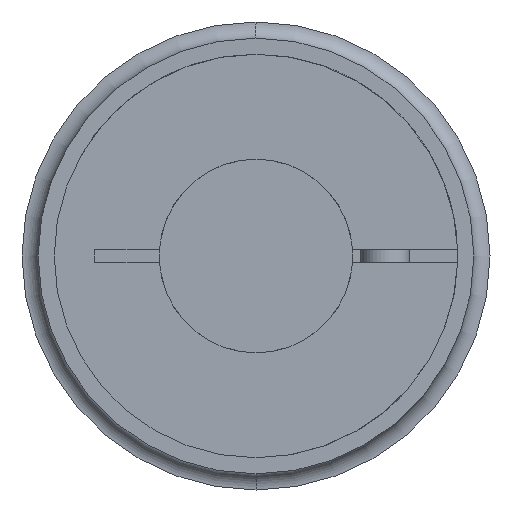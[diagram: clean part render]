
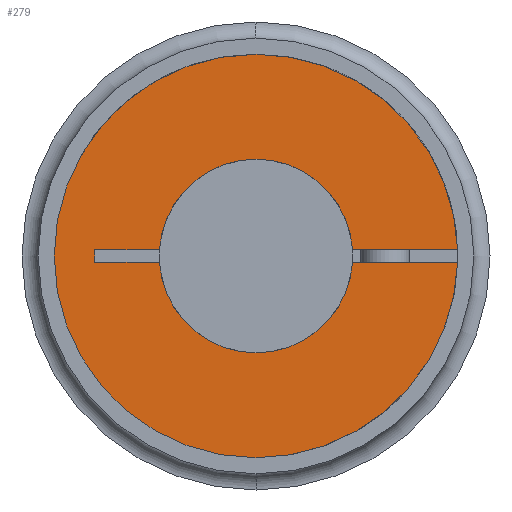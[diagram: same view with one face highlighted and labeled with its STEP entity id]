
A CAD part, left-side view. The second image highlights one B-rep face of the part: STEP entity #279.
In plain terms, the highlighted planar face has unit normal (-1, 0, 0).
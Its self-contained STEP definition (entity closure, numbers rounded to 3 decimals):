
#279=ADVANCED_FACE('',(#633),#634,.T.);
#633=FACE_OUTER_BOUND('',#1076,.T.);
#634=PLANE('',#1077);
#1076=EDGE_LOOP('',(#1827,#1828,#1829,#1830,#1831,#1832,#1833,#1834,#1835,#1836,#1837,#1838));
#1077=AXIS2_PLACEMENT_3D('',#1839,#1840,#1841);
#1827=ORIENTED_EDGE('',*,*,#2728,.T.);
#1828=ORIENTED_EDGE('',*,*,#2746,.T.);
#1829=ORIENTED_EDGE('',*,*,#2759,.T.);
#1830=ORIENTED_EDGE('',*,*,#2646,.F.);
#1831=ORIENTED_EDGE('',*,*,#2761,.F.);
#1832=ORIENTED_EDGE('',*,*,#2635,.F.);
#1833=ORIENTED_EDGE('',*,*,#2762,.T.);
#1834=ORIENTED_EDGE('',*,*,#2739,.T.);
#1835=ORIENTED_EDGE('',*,*,#2737,.T.);
#1836=ORIENTED_EDGE('',*,*,#2763,.T.);
#1837=ORIENTED_EDGE('',*,*,#2764,.T.);
#1838=ORIENTED_EDGE('',*,*,#2765,.T.);
#1839=CARTESIAN_POINT('',(0.0,0.0,6.25));
#1840=DIRECTION('',(-1.0,-0.0,-0.0));
#1841=DIRECTION('',(0.0,0.0,-1.0));
#2635=EDGE_CURVE('',#3159,#3161,#3162,.T.);
#2646=EDGE_CURVE('',#3179,#3182,#3183,.T.);
#2728=EDGE_CURVE('',#3322,#3319,#3323,.T.);
#2737=EDGE_CURVE('',#3329,#3337,#3339,.T.);
#2739=EDGE_CURVE('',#3341,#3329,#3342,.T.);
#2746=EDGE_CURVE('',#3319,#3350,#3352,.T.);
#2759=EDGE_CURVE('',#3350,#3182,#3369,.T.);
#2761=EDGE_CURVE('',#3161,#3179,#3371,.T.);
#2762=EDGE_CURVE('',#3159,#3341,#3372,.T.);
#2763=EDGE_CURVE('',#3337,#3373,#3374,.T.);
#2764=EDGE_CURVE('',#3373,#3375,#3376,.T.);
#2765=EDGE_CURVE('',#3375,#3322,#3377,.T.);
#3159=VERTEX_POINT('',#3812);
#3161=VERTEX_POINT('',#3815);
#3162=CIRCLE('',#3816,12.5);
#3179=VERTEX_POINT('',#3940);
#3182=VERTEX_POINT('',#3944);
#3183=CIRCLE('',#3945,12.5);
#3319=VERTEX_POINT('',#4210);
#3322=VERTEX_POINT('',#4214);
#3323=CIRCLE('',#4215,6.0);
#3329=VERTEX_POINT('',#4222);
#3337=VERTEX_POINT('',#4232);
#3339=CIRCLE('',#4235,6.0);
#3341=VERTEX_POINT('',#4237);
#3342=CIRCLE('',#4238,6.0);
#3350=VERTEX_POINT('',#4247);
#3352=CIRCLE('',#4250,6.0);
#3369=LINE('',#4270,#4271);
#3371=CIRCLE('',#4273,12.5);
#3372=LINE('',#4274,#4275);
#3373=VERTEX_POINT('',#4276);
#3374=LINE('',#4277,#4278);
#3375=VERTEX_POINT('',#4279);
#3376=LINE('',#4280,#4281);
#3377=LINE('',#4282,#4283);
#3812=CARTESIAN_POINT('',(0.0,-12.494,-0.4));
#3815=CARTESIAN_POINT('',(0.0,0.,-12.5));
#3816=AXIS2_PLACEMENT_3D('',#4834,#4835,#4836);
#3940=CARTESIAN_POINT('',(0.0,0.,12.5));
#3944=CARTESIAN_POINT('',(0.0,-12.494,0.4));
#3945=AXIS2_PLACEMENT_3D('',#4842,#4843,#4844);
#4210=CARTESIAN_POINT('',(0.0,0.,6.0));
#4214=CARTESIAN_POINT('',(0.0,5.987,0.4));
#4215=AXIS2_PLACEMENT_3D('',#4966,#4967,#4968);
#4222=CARTESIAN_POINT('',(0.0,0.,-6.0));
#4232=CARTESIAN_POINT('',(0.0,5.987,-0.4));
#4235=AXIS2_PLACEMENT_3D('',#4982,#4983,#4984);
#4237=CARTESIAN_POINT('',(0.0,-5.987,-0.4));
#4238=AXIS2_PLACEMENT_3D('',#4985,#4986,#4987);
#4247=CARTESIAN_POINT('',(0.0,-5.987,0.4));
#4250=AXIS2_PLACEMENT_3D('',#4999,#5000,#5001);
#4270=CARTESIAN_POINT('',(0.0,-0.875,0.4));
#4271=VECTOR('',#5020,1.0);
#4273=AXIS2_PLACEMENT_3D('',#5021,#5022,#5023);
#4274=CARTESIAN_POINT('',(0.0,-0.875,-0.4));
#4275=VECTOR('',#5024,1.0);
#4276=CARTESIAN_POINT('',(0.0,10.0,-0.4));
#4277=CARTESIAN_POINT('',(0.0,-0.875,-0.4));
#4278=VECTOR('',#5025,1.0);
#4279=CARTESIAN_POINT('',(0.0,10.0,0.4));
#4280=CARTESIAN_POINT('',(0.0,10.0,3.125));
#4281=VECTOR('',#5026,1.0);
#4282=CARTESIAN_POINT('',(0.0,-0.875,0.4));
#4283=VECTOR('',#5027,1.0);
#4834=CARTESIAN_POINT('',(0.0,0.0,0.0));
#4835=DIRECTION('',(1.0,0.0,-0.0));
#4836=DIRECTION('',(0.0,0.0,1.0));
#4842=CARTESIAN_POINT('',(0.0,0.0,0.0));
#4843=DIRECTION('',(1.0,0.0,-0.0));
#4844=DIRECTION('',(0.0,0.0,1.0));
#4966=CARTESIAN_POINT('',(0.0,0.0,0.0));
#4967=DIRECTION('',(1.0,0.0,0.0));
#4968=DIRECTION('',(0.0,0.0,-1.0));
#4982=CARTESIAN_POINT('',(0.0,0.0,0.0));
#4983=DIRECTION('',(1.0,0.0,0.0));
#4984=DIRECTION('',(0.0,0.0,-1.0));
#4985=CARTESIAN_POINT('',(0.0,0.0,0.0));
#4986=DIRECTION('',(1.0,0.0,0.0));
#4987=DIRECTION('',(0.0,0.0,-1.0));
#4999=CARTESIAN_POINT('',(0.0,0.0,0.0));
#5000=DIRECTION('',(1.0,0.0,0.0));
#5001=DIRECTION('',(0.0,0.0,-1.0));
#5020=DIRECTION('',(0.0,-1.0,0.0));
#5021=CARTESIAN_POINT('',(0.0,0.0,0.0));
#5022=DIRECTION('',(1.0,0.0,-0.0));
#5023=DIRECTION('',(0.0,0.0,1.0));
#5024=DIRECTION('',(0.0,1.0,0.0));
#5025=DIRECTION('',(0.0,1.0,0.0));
#5026=DIRECTION('',(-0.0,0.0,1.0));
#5027=DIRECTION('',(0.0,-1.0,0.0));
